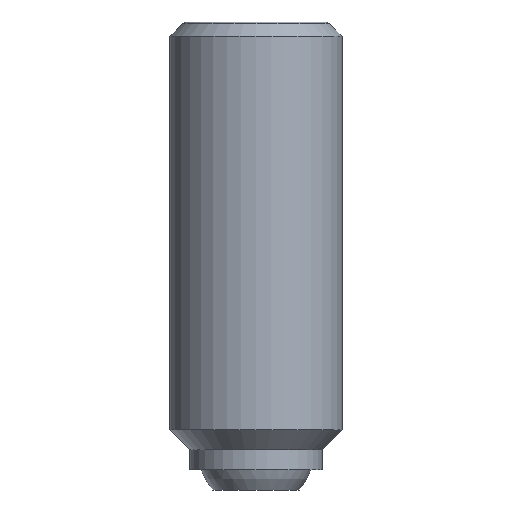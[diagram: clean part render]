
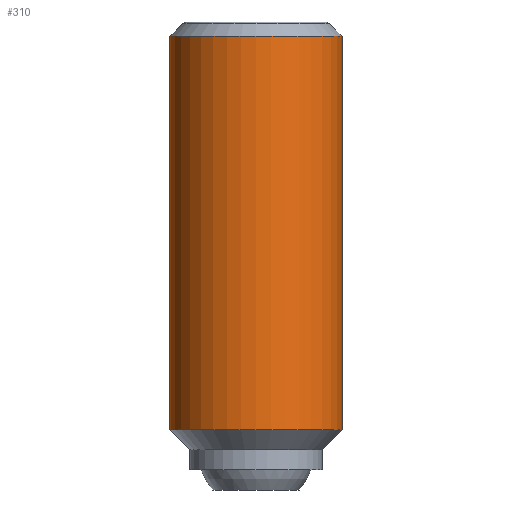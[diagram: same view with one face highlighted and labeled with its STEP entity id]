
A CAD part, front view. The second image highlights one B-rep face of the part: STEP entity #310.
In plain terms, the highlighted cylindrical face has radius 3 mm (diameter 6 mm), a partial arc.
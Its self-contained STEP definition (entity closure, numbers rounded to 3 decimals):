
#168=VERTEX_POINT('',#400);
#180=EDGE_CURVE('',#168,#202,#413,.T.);
#202=VERTEX_POINT('',#438);
#218=EDGE_CURVE('',#202,#270,#457,.T.);
#232=EDGE_CURVE('',#168,#276,#473,.T.);
#270=VERTEX_POINT('',#516);
#276=VERTEX_POINT('',#522);
#304=EDGE_CURVE('',#270,#276,#553,.T.);
#310=ADVANCED_FACE('',(#559),#560,.T.);
#400=CARTESIAN_POINT('',(-3.,0.,-14.2));
#413=LINE('',#671,#672);
#438=CARTESIAN_POINT('',(-3.,0.,-0.5));
#457=CIRCLE('',#737,3.);
#473=CIRCLE('',#766,3.);
#516=CARTESIAN_POINT('',(3.,0.,-0.5));
#522=CARTESIAN_POINT('',(3.,0.,-14.2));
#553=LINE('',#886,#887);
#559=FACE_OUTER_BOUND('',#897,.T.);
#560=CYLINDRICAL_SURFACE('',#898,3.);
#671=CARTESIAN_POINT('',(-3.,0.,-7.35));
#672=VECTOR('',#1034,1.0);
#737=AXIS2_PLACEMENT_3D('',#1093,#1094,#1095);
#766=AXIS2_PLACEMENT_3D('',#1114,#1115,#1116);
#886=CARTESIAN_POINT('',(3.,0.,-7.35));
#887=VECTOR('',#1193,1.0);
#897=EDGE_LOOP('',(#1197,#1198,#1199,#1200));
#898=AXIS2_PLACEMENT_3D('',#1201,#1202,#1203);
#1034=DIRECTION('',(0.0,0.0,1.0));
#1093=CARTESIAN_POINT('',(0.,0.,-0.5));
#1094=DIRECTION('',(0.0,0.0,1.0));
#1095=DIRECTION('',(-1.0,0.,0.0));
#1114=CARTESIAN_POINT('',(0.,0.,-14.2));
#1115=DIRECTION('',(0.0,0.0,1.0));
#1116=DIRECTION('',(-1.0,0.,0.0));
#1193=DIRECTION('',(-0.0,-0.0,-1.0));
#1197=ORIENTED_EDGE('',*,*,#180,.F.);
#1198=ORIENTED_EDGE('',*,*,#232,.T.);
#1199=ORIENTED_EDGE('',*,*,#304,.F.);
#1200=ORIENTED_EDGE('',*,*,#218,.F.);
#1201=CARTESIAN_POINT('',(0.,0.,-7.35));
#1202=DIRECTION('',(-0.0,-0.0,-1.0));
#1203=DIRECTION('',(-1.0,0.,0.0));
